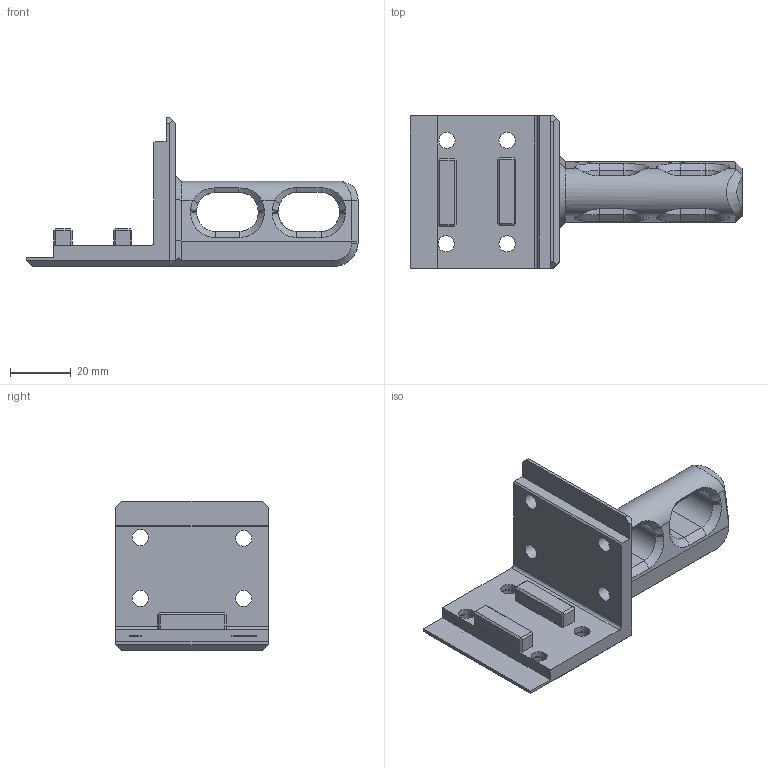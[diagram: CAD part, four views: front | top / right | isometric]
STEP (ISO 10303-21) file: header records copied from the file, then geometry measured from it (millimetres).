
FILE_DESCRIPTION(/* description */ (''),/* implementation_level */ '2;1');
FILE_NAME(/* name */ 'PSF_4040_Mount_Perpendicular.step',/* time_stamp */ '2026-02-07T17:20:48-05:00',/* author */ (''),/* organization */ (''),/* preprocessor_version */ 'ST-DEVELOPER v20.1',/* originating_system */ 'Autodesk Translation Framework v14.24.0.0',/* authorisation */ '');
FILE_SCHEMA (('AUTOMOTIVE_DESIGN { 1 0 10303 214 3 1 1 }'));
Length unit declared in the file: millimetre
Products named in the file (1): PSF published parts
Bounding box: 109 x 50 x 49 mm (x, y, z)
Volume: 45222.9 mm3; surface area: 18467.1 mm2
Topology: 1 solids, 1 shells, 302 faces, 745 edges, 461 vertices
Faces by surface type: plane 201, cylinder 50, bspline 40, cone 11
Full cylindrical faces by diameter (mm): 5.3 x12, 10 x8
Entity records: 9882 total; most frequent: CARTESIAN_POINT 2864, ORIENTED_EDGE 1490, DIRECTION 1287, EDGE_CURVE 745, LINE 513, VECTOR 513, VERTEX_POINT 461, AXIS2_PLACEMENT_3D 387
